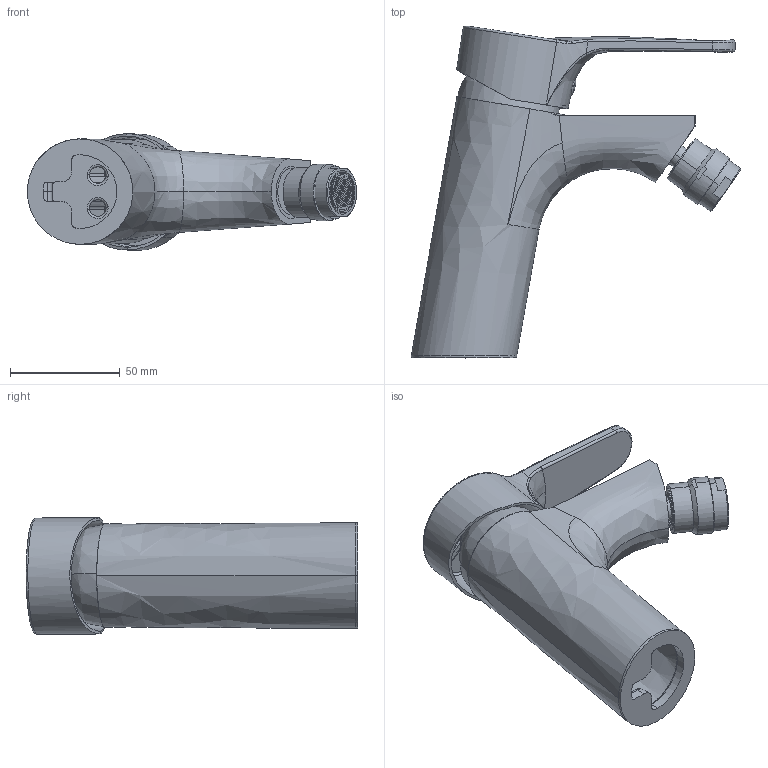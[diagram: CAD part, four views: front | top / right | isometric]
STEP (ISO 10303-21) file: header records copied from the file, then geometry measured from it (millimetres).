
FILE_DESCRIPTION (( 'STEP AP203' ), '1' );
FILE_NAME ('22086.STEP', '2020-07-24T11:20:00', ( 'EFFEPI3' ), ( '' ), 'SwSTEP 2.0', 'SolidWorks 2018', '' );
FILE_SCHEMA (( 'CONFIG_CONTROL_DESIGN' ));
Length unit declared in the file: millimetre
Products named in the file (8): 22086; 0102208600; cappuccio domino; 0102200000; 0100700410; 01005087P1; 0000092400; 92400 retina filtro
Assembly tree (7 placements, depth 2):
  22086
    0102208600
    cappuccio domino
    0102200000
    0100700410
    01005087P1
    0000092400
    92400 retina filtro
Bounding box: 149.93 x 151.11 x 53.21 mm (x, y, z)
Volume: 129595.3 mm3; surface area: 90473.4 mm2
Topology: 9 solids, 9 shells, 1174 faces, 2918 edges, 1827 vertices
Faces by surface type: plane 622, bspline 309, cylinder 212, cone 21, torus 6, sphere 4
Entity records: 59243 total; most frequent: CARTESIAN_POINT 33703, ORIENTED_EDGE 5824, DIRECTION 3983, EDGE_CURVE 2912, VERTEX_POINT 1827, VECTOR 1561, LINE 1561, EDGE_LOOP 1271
